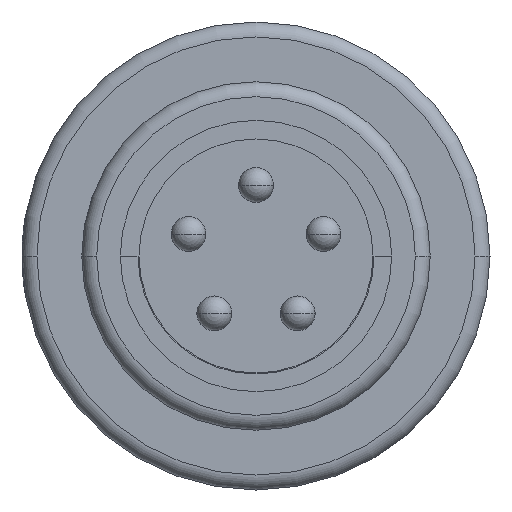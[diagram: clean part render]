
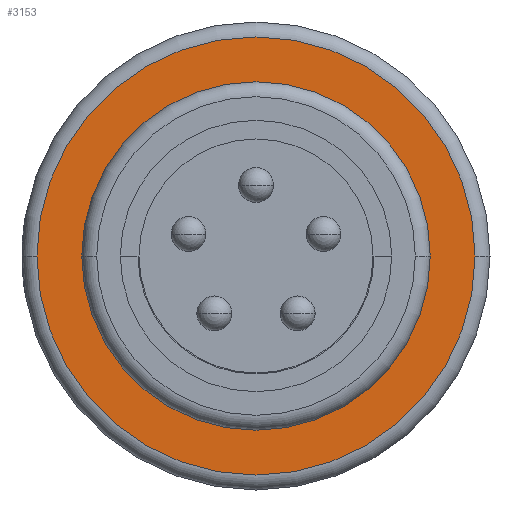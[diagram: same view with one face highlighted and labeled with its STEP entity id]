
A CAD part, left-side view. The second image highlights one B-rep face of the part: STEP entity #3153.
In plain terms, the highlighted planar face has unit normal (-1, 0, 0).
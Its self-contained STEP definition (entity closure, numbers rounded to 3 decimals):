
#231=CARTESIAN_POINT('',(-2.3,0.,0.));
#232=DIRECTION('',(-1.,0.,0.));
#233=DIRECTION('',(0.,1.,0.));
#234=AXIS2_PLACEMENT_3D('',#231,#232,#233);
#254=CARTESIAN_POINT('',(-2.3,0.,0.));
#255=DIRECTION('',(1.,0.,0.));
#256=DIRECTION('',(0.,1.,0.));
#257=AXIS2_PLACEMENT_3D('',#254,#255,#256);
#262=CARTESIAN_POINT('',(-2.3,0.,0.));
#263=DIRECTION('',(-1.,0.,0.));
#264=DIRECTION('',(0.,-1.,0.));
#265=AXIS2_PLACEMENT_3D('',#262,#263,#264);
#270=CARTESIAN_POINT('',(-2.3,0.,0.));
#271=DIRECTION('',(-1.,0.,0.));
#272=DIRECTION('',(0.,1.,0.));
#273=AXIS2_PLACEMENT_3D('',#270,#271,#272);
#2781=CARTESIAN_POINT('',(-2.3,3.5,0.));
#2782=CARTESIAN_POINT('',(-2.3,-3.5,0.));
#2783=VERTEX_POINT('',#2781);
#2784=VERTEX_POINT('',#2782);
#2893=CARTESIAN_POINT('',(-2.3,-4.4,0.));
#2894=CARTESIAN_POINT('',(-2.3,4.4,0.));
#2895=VERTEX_POINT('',#2893);
#2896=VERTEX_POINT('',#2894);
#3138=CARTESIAN_POINT('',(-2.3,0.,0.));
#3139=DIRECTION('',(1.,0.,0.));
#3140=DIRECTION('',(0.,-1.,0.));
#3141=AXIS2_PLACEMENT_3D('',#3138,#3139,#3140);
#3142=PLANE('',#3141);
#3144=ORIENTED_EDGE('',*,*,#3143,.F.);
#3146=ORIENTED_EDGE('',*,*,#3145,.F.);
#3147=EDGE_LOOP('',(#3144,#3146));
#3148=FACE_OUTER_BOUND('',#3147,.F.);
#3149=ORIENTED_EDGE('',*,*,#3132,.F.);
#3150=ORIENTED_EDGE('',*,*,#3118,.T.);
#3151=EDGE_LOOP('',(#3149,#3150));
#3152=FACE_BOUND('',#3151,.F.);
#235=CIRCLE('',#234,3.5);
#258=CIRCLE('',#257,3.5);
#266=CIRCLE('',#265,4.4);
#274=CIRCLE('',#273,4.4);
#3118=EDGE_CURVE('',#2783,#2784,#235,.T.);
#3132=EDGE_CURVE('',#2783,#2784,#258,.T.);
#3143=EDGE_CURVE('',#2895,#2896,#266,.T.);
#3145=EDGE_CURVE('',#2896,#2895,#274,.T.);
#3153=ADVANCED_FACE('',(#3148,#3152),#3142,.F.);
